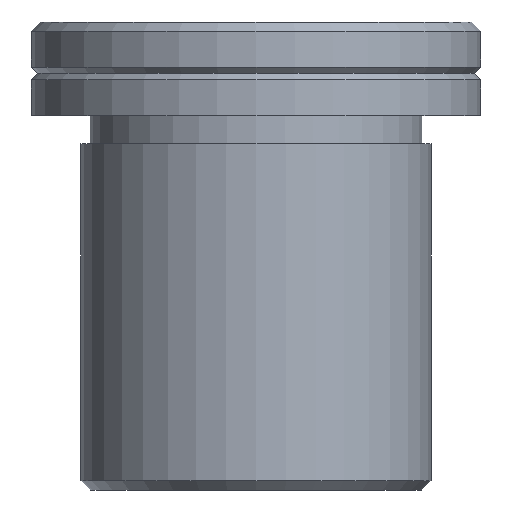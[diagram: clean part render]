
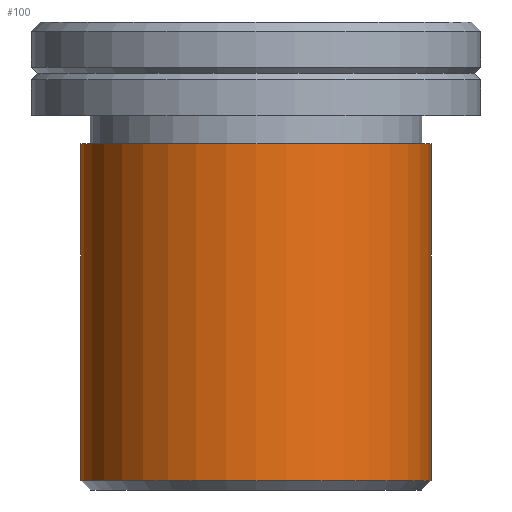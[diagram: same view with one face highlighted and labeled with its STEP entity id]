
A CAD part, front view. The second image highlights one B-rep face of the part: STEP entity #100.
In plain terms, the highlighted cylindrical face has radius 4.75 mm (diameter 9.5 mm), a partial arc.
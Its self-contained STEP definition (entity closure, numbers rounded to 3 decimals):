
#4 = CARTESIAN_POINT ( 'NONE',  ( -4.75, 0., 3.048 ) ) ;
#17 = DIRECTION ( 'NONE',  ( 1., 0., 0. ) ) ;
#25 = DIRECTION ( 'NONE',  ( 0., 0., 1. ) ) ;
#40 = VERTEX_POINT ( 'NONE', #4 ) ;
#45 = EDGE_CURVE ( 'NONE', #40, #404, #530, .T. ) ;
#51 = VECTOR ( 'NONE', #142, 1000. ) ;
#92 = DIRECTION ( 'NONE',  ( 0., 0., 1. ) ) ;
#100 = ADVANCED_FACE ( 'NONE', ( #390 ), #245, .T. ) ;
#111 = EDGE_LOOP ( 'NONE', ( #757, #524, #373, #435 ) ) ;
#137 = LINE ( 'NONE', #609, #412 ) ;
#142 = DIRECTION ( 'NONE',  ( 0., 0., 1. ) ) ;
#150 = CARTESIAN_POINT ( 'NONE',  ( 0., 0., 6.35 ) ) ;
#190 = LINE ( 'NONE', #447, #51 ) ;
#212 = DIRECTION ( 'NONE',  ( 0., 0., 1. ) ) ;
#245 = CYLINDRICAL_SURFACE ( 'NONE', #389, 4.75 ) ;
#293 = CARTESIAN_POINT ( 'NONE',  ( 0., 0., -6.096 ) ) ;
#318 = DIRECTION ( 'NONE',  ( 1., 0., 0. ) ) ;
#367 = EDGE_CURVE ( 'NONE', #628, #40, #137, .T. ) ;
#373 = ORIENTED_EDGE ( 'NONE', *, *, #515, .T. ) ;
#389 = AXIS2_PLACEMENT_3D ( 'NONE', #150, #707, #17 ) ;
#390 = FACE_OUTER_BOUND ( 'NONE', #111, .T. ) ;
#404 = VERTEX_POINT ( 'NONE', #534 ) ;
#412 = VECTOR ( 'NONE', #92, 1000. ) ;
#419 = CARTESIAN_POINT ( 'NONE',  ( -4.75, 0., -6.096 ) ) ;
#425 = VERTEX_POINT ( 'NONE', #550 ) ;
#435 = ORIENTED_EDGE ( 'NONE', *, *, #45, .F. ) ;
#446 = AXIS2_PLACEMENT_3D ( 'NONE', #690, #25, #621 ) ;
#447 = CARTESIAN_POINT ( 'NONE',  ( 4.75, 0., 6.35 ) ) ;
#448 = AXIS2_PLACEMENT_3D ( 'NONE', #293, #212, #318 ) ;
#515 = EDGE_CURVE ( 'NONE', #425, #404, #190, .T. ) ;
#524 = ORIENTED_EDGE ( 'NONE', *, *, #719, .T. ) ;
#530 = CIRCLE ( 'NONE', #446, 4.75 ) ;
#534 = CARTESIAN_POINT ( 'NONE',  ( 4.75, 0., 3.048 ) ) ;
#550 = CARTESIAN_POINT ( 'NONE',  ( 4.75, 0., -6.096 ) ) ;
#596 = CIRCLE ( 'NONE', #448, 4.75 ) ;
#609 = CARTESIAN_POINT ( 'NONE',  ( -4.75, 0., 6.35 ) ) ;
#621 = DIRECTION ( 'NONE',  ( 1., 0., 0. ) ) ;
#628 = VERTEX_POINT ( 'NONE', #419 ) ;
#690 = CARTESIAN_POINT ( 'NONE',  ( 0., 0., 3.048 ) ) ;
#707 = DIRECTION ( 'NONE',  ( 0., 0., 1. ) ) ;
#719 = EDGE_CURVE ( 'NONE', #628, #425, #596, .T. ) ;
#757 = ORIENTED_EDGE ( 'NONE', *, *, #367, .F. ) ;
